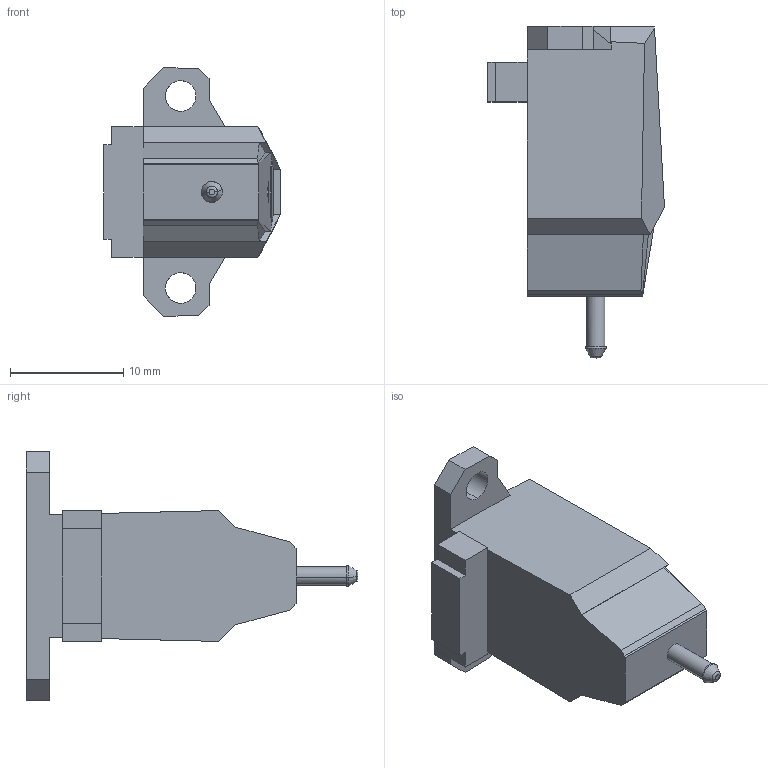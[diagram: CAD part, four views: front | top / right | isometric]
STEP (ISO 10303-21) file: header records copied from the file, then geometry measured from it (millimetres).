
FILE_DESCRIPTION (( 'STEP AP214' ), '1' );
FILE_NAME ('BIQU microprobe mockup.STEP', '2022-10-18T07:09:37', ( '' ), ( '' ), 'SwSTEP 2.0', 'SolidWorks 2019', '' );
FILE_SCHEMA (( 'AUTOMOTIVE_DESIGN' ));
Length unit declared in the file: millimetre
Products named in the file (1): BIQU microprobe mockup
Bounding box: 15.6 x 29.25 x 21.93 mm (x, y, z)
Volume: 2934.5 mm3; surface area: 1499.3 mm2
Topology: 1 solids, 1 shells, 161 faces, 435 edges, 286 vertices
Faces by surface type: plane 148, cylinder 6, bspline 3, cone 2, torus 2
Entity records: 5746 total; most frequent: CARTESIAN_POINT 2115, ORIENTED_EDGE 870, EDGE_CURVE 435, DIRECTION 412, B_SPLINE_CURVE_WITH_KNOTS 343, VERTEX_POINT 286, EDGE_LOOP 175, AXIS2_PLACEMENT_3D 165
